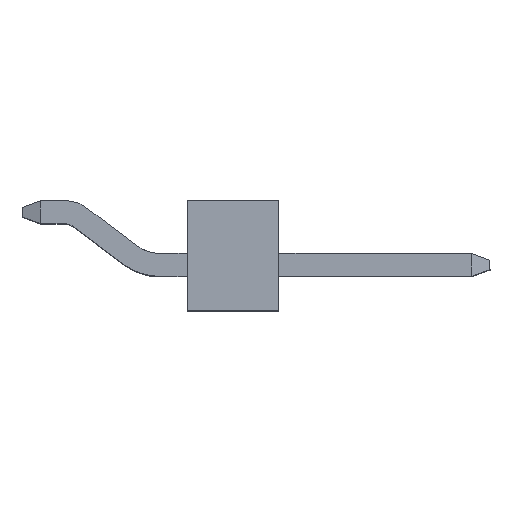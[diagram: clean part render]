
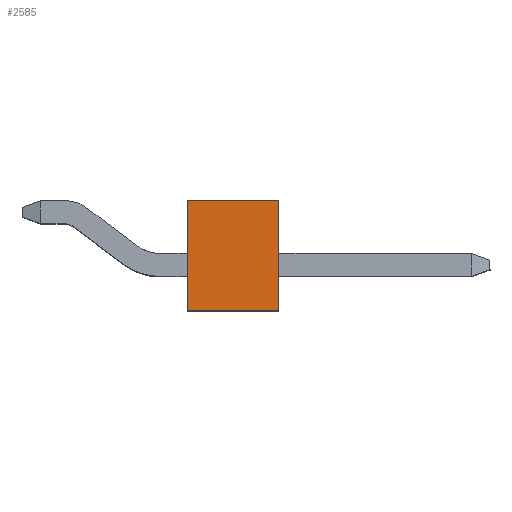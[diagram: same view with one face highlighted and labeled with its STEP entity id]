
A CAD part, top view. The second image highlights one B-rep face of the part: STEP entity #2585.
In plain terms, the highlighted planar face has unit normal (0, 0, 1).
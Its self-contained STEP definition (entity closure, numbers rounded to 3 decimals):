
#22 = VERTEX_POINT('',#23);
#23 = CARTESIAN_POINT('',(251.163,300.177,
    375.613));
#31 = PLANE('',#32);
#32 = AXIS2_PLACEMENT_3D('',#33,#34,#35);
#33 = CARTESIAN_POINT('',(251.163,299.752,
    373.118));
#34 = DIRECTION('',(1.,0.,0.));
#35 = DIRECTION('',(0.,1.,0.));
#42 = PLANE('',#43);
#43 = AXIS2_PLACEMENT_3D('',#44,#45,#46);
#44 = CARTESIAN_POINT('',(248.249,300.177,
    375.949));
#45 = DIRECTION('',(0.,-1.,0.));
#46 = DIRECTION('',(0.,0.,-1.));
#79 = VERTEX_POINT('',#80);
#80 = CARTESIAN_POINT('',(251.163,303.225,
    375.613));
#92 = PLANE('',#93);
#93 = AXIS2_PLACEMENT_3D('',#94,#95,#96);
#94 = CARTESIAN_POINT('',(248.249,303.225,
    376.749));
#95 = DIRECTION('',(0.,1.,0.));
#96 = DIRECTION('',(0.,0.,1.));
#103 = EDGE_CURVE('',#79,#22,#104,.T.);
#104 = SURFACE_CURVE('',#105,(#108,#114),.PCURVE_S1.);
#105 = B_SPLINE_CURVE_WITH_KNOTS('',1,(#106,#107),.UNSPECIFIED.,.F.,.F.,
  (2,2),(0.,3.048),.PIECEWISE_BEZIER_KNOTS.);
#106 = CARTESIAN_POINT('',(251.163,303.225,
    375.613));
#107 = CARTESIAN_POINT('',(251.163,300.177,
    375.613));
#108 = PCURVE('',#31,#109);
#109 = DEFINITIONAL_REPRESENTATION('',(#110),#113);
#110 = B_SPLINE_CURVE_WITH_KNOTS('',1,(#111,#112),.UNSPECIFIED.,.F.,.F.,
  (2,2),(0.,3.048),.PIECEWISE_BEZIER_KNOTS.);
#111 = CARTESIAN_POINT('',(3.473,2.495));
#112 = CARTESIAN_POINT('',(0.425,2.495));
#113 = ( GEOMETRIC_REPRESENTATION_CONTEXT(2) 
PARAMETRIC_REPRESENTATION_CONTEXT() REPRESENTATION_CONTEXT('2D SPACE',''
  ) );
#114 = PCURVE('',#115,#120);
#115 = PLANE('',#116);
#116 = AXIS2_PLACEMENT_3D('',#117,#118,#119);
#117 = CARTESIAN_POINT('',(248.249,299.752,
    375.613));
#118 = DIRECTION('',(0.,0.,1.));
#119 = DIRECTION('',(0.,1.,0.));
#120 = DEFINITIONAL_REPRESENTATION('',(#121),#124);
#121 = B_SPLINE_CURVE_WITH_KNOTS('',1,(#122,#123),.UNSPECIFIED.,.F.,.F.,
  (2,2),(0.,3.048),.PIECEWISE_BEZIER_KNOTS.);
#122 = CARTESIAN_POINT('',(3.473,-2.914));
#123 = CARTESIAN_POINT('',(0.425,-2.914));
#124 = ( GEOMETRIC_REPRESENTATION_CONTEXT(2) 
PARAMETRIC_REPRESENTATION_CONTEXT() REPRESENTATION_CONTEXT('2D SPACE',''
  ) );
#232 = VERTEX_POINT('',#233);
#233 = CARTESIAN_POINT('',(248.623,300.177,
    375.613));
#241 = PLANE('',#242);
#242 = AXIS2_PLACEMENT_3D('',#243,#244,#245);
#243 = CARTESIAN_POINT('',(248.623,299.752,
    373.118));
#244 = DIRECTION('',(-1.,0.,0.));
#245 = DIRECTION('',(0.,-1.,0.));
#258 = EDGE_CURVE('',#259,#232,#261,.T.);
#259 = VERTEX_POINT('',#260);
#260 = CARTESIAN_POINT('',(248.623,303.225,
    375.613));
#261 = SURFACE_CURVE('',#262,(#265,#271),.PCURVE_S1.);
#262 = B_SPLINE_CURVE_WITH_KNOTS('',1,(#263,#264),.UNSPECIFIED.,.F.,.F.,
  (2,2),(0.,3.048),.PIECEWISE_BEZIER_KNOTS.);
#263 = CARTESIAN_POINT('',(248.623,303.225,
    375.613));
#264 = CARTESIAN_POINT('',(248.623,300.177,
    375.613));
#265 = PCURVE('',#241,#266);
#266 = DEFINITIONAL_REPRESENTATION('',(#267),#270);
#267 = B_SPLINE_CURVE_WITH_KNOTS('',1,(#268,#269),.UNSPECIFIED.,.F.,.F.,
  (2,2),(0.,3.048),.PIECEWISE_BEZIER_KNOTS.);
#268 = CARTESIAN_POINT('',(-3.473,2.495));
#269 = CARTESIAN_POINT('',(-0.425,2.495));
#270 = ( GEOMETRIC_REPRESENTATION_CONTEXT(2) 
PARAMETRIC_REPRESENTATION_CONTEXT() REPRESENTATION_CONTEXT('2D SPACE',''
  ) );
#271 = PCURVE('',#115,#272);
#272 = DEFINITIONAL_REPRESENTATION('',(#273),#276);
#273 = B_SPLINE_CURVE_WITH_KNOTS('',1,(#274,#275),.UNSPECIFIED.,.F.,.F.,
  (2,2),(0.,3.048),.PIECEWISE_BEZIER_KNOTS.);
#274 = CARTESIAN_POINT('',(3.473,-0.374));
#275 = CARTESIAN_POINT('',(0.425,-0.374));
#276 = ( GEOMETRIC_REPRESENTATION_CONTEXT(2) 
PARAMETRIC_REPRESENTATION_CONTEXT() REPRESENTATION_CONTEXT('2D SPACE',''
  ) );
#1625 = EDGE_CURVE('',#22,#232,#1626,.T.);
#1626 = SURFACE_CURVE('',#1627,(#1630,#1636),.PCURVE_S1.);
#1627 = B_SPLINE_CURVE_WITH_KNOTS('',1,(#1628,#1629),.UNSPECIFIED.,.F.,
  .F.,(2,2),(0.,2.54),.PIECEWISE_BEZIER_KNOTS.);
#1628 = CARTESIAN_POINT('',(251.163,300.177,
    375.613));
#1629 = CARTESIAN_POINT('',(248.623,300.177,
    375.613));
#1630 = PCURVE('',#42,#1631);
#1631 = DEFINITIONAL_REPRESENTATION('',(#1632),#1635);
#1632 = B_SPLINE_CURVE_WITH_KNOTS('',1,(#1633,#1634),.UNSPECIFIED.,.F.,
  .F.,(2,2),(0.,2.54),.PIECEWISE_BEZIER_KNOTS.);
#1633 = CARTESIAN_POINT('',(0.336,2.914));
#1634 = CARTESIAN_POINT('',(0.336,0.374));
#1635 = ( GEOMETRIC_REPRESENTATION_CONTEXT(2) 
PARAMETRIC_REPRESENTATION_CONTEXT() REPRESENTATION_CONTEXT('2D SPACE',''
  ) );
#1636 = PCURVE('',#115,#1637);
#1637 = DEFINITIONAL_REPRESENTATION('',(#1638),#1641);
#1638 = B_SPLINE_CURVE_WITH_KNOTS('',1,(#1639,#1640),.UNSPECIFIED.,.F.,
  .F.,(2,2),(0.,2.54),.PIECEWISE_BEZIER_KNOTS.);
#1639 = CARTESIAN_POINT('',(0.425,-2.914));
#1640 = CARTESIAN_POINT('',(0.425,-0.374));
#1641 = ( GEOMETRIC_REPRESENTATION_CONTEXT(2) 
PARAMETRIC_REPRESENTATION_CONTEXT() REPRESENTATION_CONTEXT('2D SPACE',''
  ) );
#2372 = EDGE_CURVE('',#79,#259,#2373,.T.);
#2373 = SURFACE_CURVE('',#2374,(#2377,#2383),.PCURVE_S1.);
#2374 = B_SPLINE_CURVE_WITH_KNOTS('',1,(#2375,#2376),.UNSPECIFIED.,.F.,
  .F.,(2,2),(0.,2.54),.PIECEWISE_BEZIER_KNOTS.);
#2375 = CARTESIAN_POINT('',(251.163,303.225,
    375.613));
#2376 = CARTESIAN_POINT('',(248.623,303.225,
    375.613));
#2377 = PCURVE('',#92,#2378);
#2378 = DEFINITIONAL_REPRESENTATION('',(#2379),#2382);
#2379 = B_SPLINE_CURVE_WITH_KNOTS('',1,(#2380,#2381),.UNSPECIFIED.,.F.,
  .F.,(2,2),(0.,2.54),.PIECEWISE_BEZIER_KNOTS.);
#2380 = CARTESIAN_POINT('',(-1.136,2.914));
#2381 = CARTESIAN_POINT('',(-1.136,0.374));
#2382 = ( GEOMETRIC_REPRESENTATION_CONTEXT(2) 
PARAMETRIC_REPRESENTATION_CONTEXT() REPRESENTATION_CONTEXT('2D SPACE',''
  ) );
#2383 = PCURVE('',#115,#2384);
#2384 = DEFINITIONAL_REPRESENTATION('',(#2385),#2388);
#2385 = B_SPLINE_CURVE_WITH_KNOTS('',1,(#2386,#2387),.UNSPECIFIED.,.F.,
  .F.,(2,2),(0.,2.54),.PIECEWISE_BEZIER_KNOTS.);
#2386 = CARTESIAN_POINT('',(3.473,-2.914));
#2387 = CARTESIAN_POINT('',(3.473,-0.374));
#2388 = ( GEOMETRIC_REPRESENTATION_CONTEXT(2) 
PARAMETRIC_REPRESENTATION_CONTEXT() REPRESENTATION_CONTEXT('2D SPACE',''
  ) );
#2585 = ADVANCED_FACE('',(#2586),#115,.T.);
#2586 = FACE_BOUND('',#2587,.T.);
#2587 = EDGE_LOOP('',(#2588,#2589,#2590,#2591));
#2588 = ORIENTED_EDGE('',*,*,#1625,.F.);
#2589 = ORIENTED_EDGE('',*,*,#103,.F.);
#2590 = ORIENTED_EDGE('',*,*,#2372,.T.);
#2591 = ORIENTED_EDGE('',*,*,#258,.T.);
